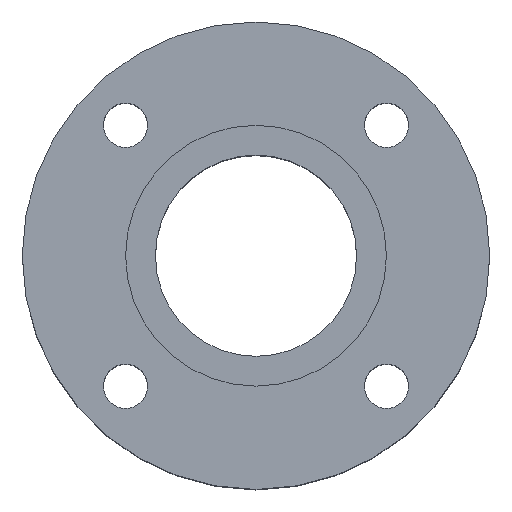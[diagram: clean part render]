
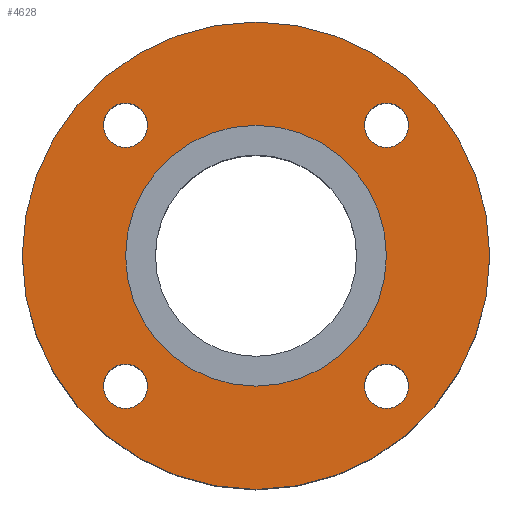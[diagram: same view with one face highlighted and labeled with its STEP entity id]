
A CAD part, top view. The second image highlights one B-rep face of the part: STEP entity #4628.
In plain terms, the highlighted planar face has unit normal (0, 0, 1).
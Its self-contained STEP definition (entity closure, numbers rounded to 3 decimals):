
#10 = CIRCLE ( 'NONE', #28257, 9. ) ;
#79 = CARTESIAN_POINT ( 'NONE',  ( -44.033, 53.033, -0.6 ) ) ;
#140 = VERTEX_POINT ( 'NONE', #13533 ) ;
#235 = AXIS2_PLACEMENT_3D ( 'NONE', #3735, #28307, #3889 ) ;
#301 = ORIENTED_EDGE ( 'NONE', *, *, #8786, .F. ) ;
#1230 = ORIENTED_EDGE ( 'NONE', *, *, #21728, .F. ) ;
#1248 = CARTESIAN_POINT ( 'NONE',  ( -62.033, -53.033, -0.6 ) ) ;
#1435 = DIRECTION ( 'NONE',  ( -1., 0., 0. ) ) ;
#1549 = CARTESIAN_POINT ( 'NONE',  ( 95., 0., -0.6 ) ) ;
#1761 = DIRECTION ( 'NONE',  ( 0., 0., 1. ) ) ;
#1833 = EDGE_LOOP ( 'NONE', ( #301, #27490 ) ) ;
#2227 = CARTESIAN_POINT ( 'NONE',  ( 0., 0., -0.6 ) ) ;
#3311 = EDGE_CURVE ( 'NONE', #8303, #17827, #21876, .T. ) ;
#3327 = VERTEX_POINT ( 'NONE', #30414 ) ;
#3515 = AXIS2_PLACEMENT_3D ( 'NONE', #2227, #12017, #16849 ) ;
#3531 = FACE_BOUND ( 'NONE', #7944, .T. ) ;
#3735 = CARTESIAN_POINT ( 'NONE',  ( 53.033, 53.033, -0.6 ) ) ;
#3889 = DIRECTION ( 'NONE',  ( 1., 0., 0. ) ) ;
#4021 = DIRECTION ( 'NONE',  ( 0., -1., 0. ) ) ;
#4066 = CARTESIAN_POINT ( 'NONE',  ( -62.033, 53.033, -0.6 ) ) ;
#4470 = CARTESIAN_POINT ( 'NONE',  ( -53.033, -53.033, -0.6 ) ) ;
#4628 = ADVANCED_FACE ( 'NONE', ( #23445, #15899, #3531, #30829, #16061, #13324 ), #16214, .F. ) ;
#5163 = DIRECTION ( 'NONE',  ( 0., -1., 0. ) ) ;
#5403 = ORIENTED_EDGE ( 'NONE', *, *, #18618, .F. ) ;
#5583 = CARTESIAN_POINT ( 'NONE',  ( -53.033, 53.033, -0.6 ) ) ;
#6252 = EDGE_CURVE ( 'NONE', #14733, #3327, #14094, .T. ) ;
#6435 = DIRECTION ( 'NONE',  ( 0., 0., 1. ) ) ;
#6490 = VERTEX_POINT ( 'NONE', #1248 ) ;
#6530 = AXIS2_PLACEMENT_3D ( 'NONE', #23129, #26012, #1435 ) ;
#6760 = CIRCLE ( 'NONE', #25763, 9. ) ;
#7047 = CARTESIAN_POINT ( 'NONE',  ( 0., 0., -0.6 ) ) ;
#7435 = EDGE_CURVE ( 'NONE', #12794, #27895, #11570, .T. ) ;
#7673 = ORIENTED_EDGE ( 'NONE', *, *, #19369, .F. ) ;
#7944 = EDGE_LOOP ( 'NONE', ( #5403, #1230 ) ) ;
#8303 = VERTEX_POINT ( 'NONE', #25838 ) ;
#8630 = CIRCLE ( 'NONE', #21446, 9. ) ;
#8786 = EDGE_CURVE ( 'NONE', #17827, #8303, #23885, .T. ) ;
#9169 = ORIENTED_EDGE ( 'NONE', *, *, #14252, .F. ) ;
#9387 = AXIS2_PLACEMENT_3D ( 'NONE', #13135, #15390, #25187 ) ;
#9536 = CARTESIAN_POINT ( 'NONE',  ( 0., 0., -0.6 ) ) ;
#10034 = AXIS2_PLACEMENT_3D ( 'NONE', #9536, #21752, #23840 ) ;
#10143 = CARTESIAN_POINT ( 'NONE',  ( 53.033, -53.033, -0.6 ) ) ;
#11406 = CARTESIAN_POINT ( 'NONE',  ( 53.033, -53.033, -0.6 ) ) ;
#11570 = CIRCLE ( 'NONE', #14137, 95. ) ;
#11614 = VERTEX_POINT ( 'NONE', #4066 ) ;
#11756 = CARTESIAN_POINT ( 'NONE',  ( 53.033, 53.033, -0.6 ) ) ;
#12017 = DIRECTION ( 'NONE',  ( 0., 0., 1. ) ) ;
#12094 = CARTESIAN_POINT ( 'NONE',  ( 62.033, -53.033, -0.6 ) ) ;
#12582 = DIRECTION ( 'NONE',  ( 0., 0., 1. ) ) ;
#12710 = DIRECTION ( 'NONE',  ( 0., 0., 1. ) ) ;
#12794 = VERTEX_POINT ( 'NONE', #16467 ) ;
#13135 = CARTESIAN_POINT ( 'NONE',  ( -53.033, -53.033, -0.6 ) ) ;
#13324 = FACE_OUTER_BOUND ( 'NONE', #26282, .T. ) ;
#13533 = CARTESIAN_POINT ( 'NONE',  ( 44.033, -53.033, -0.6 ) ) ;
#14094 = CIRCLE ( 'NONE', #235, 9. ) ;
#14137 = AXIS2_PLACEMENT_3D ( 'NONE', #7047, #21671, #24553 ) ;
#14252 = EDGE_CURVE ( 'NONE', #3327, #14733, #8630, .T. ) ;
#14501 = CIRCLE ( 'NONE', #9387, 9. ) ;
#14733 = VERTEX_POINT ( 'NONE', #30106 ) ;
#15390 = DIRECTION ( 'NONE',  ( 0., 0., 1. ) ) ;
#15474 = VERTEX_POINT ( 'NONE', #12094 ) ;
#15648 = EDGE_CURVE ( 'NONE', #27895, #12794, #28140, .T. ) ;
#15899 = FACE_BOUND ( 'NONE', #16735, .T. ) ;
#16061 = FACE_BOUND ( 'NONE', #1833, .T. ) ;
#16214 = PLANE ( 'NONE',  #6530 ) ;
#16466 = AXIS2_PLACEMENT_3D ( 'NONE', #4470, #1761, #21361 ) ;
#16467 = CARTESIAN_POINT ( 'NONE',  ( -95., 0., -0.6 ) ) ;
#16556 = EDGE_LOOP ( 'NONE', ( #9169, #31595 ) ) ;
#16735 = EDGE_LOOP ( 'NONE', ( #22730, #7673 ) ) ;
#16849 = DIRECTION ( 'NONE',  ( 1., 0., 0. ) ) ;
#16996 = AXIS2_PLACEMENT_3D ( 'NONE', #10143, #12710, #5163 ) ;
#17696 = DIRECTION ( 'NONE',  ( 1., 0., 0. ) ) ;
#17827 = VERTEX_POINT ( 'NONE', #22244 ) ;
#18618 = EDGE_CURVE ( 'NONE', #28056, #11614, #10, .T. ) ;
#18641 = CIRCLE ( 'NONE', #19161, 9. ) ;
#19161 = AXIS2_PLACEMENT_3D ( 'NONE', #11406, #6435, #4021 ) ;
#19369 = EDGE_CURVE ( 'NONE', #6490, #20388, #20063, .T. ) ;
#19452 = DIRECTION ( 'NONE',  ( 0., 1., 0. ) ) ;
#20063 = CIRCLE ( 'NONE', #16466, 9. ) ;
#20264 = DIRECTION ( 'NONE',  ( 0., 0., 1. ) ) ;
#20388 = VERTEX_POINT ( 'NONE', #25183 ) ;
#20845 = ORIENTED_EDGE ( 'NONE', *, *, #15648, .T. ) ;
#21361 = DIRECTION ( 'NONE',  ( -1., 0., 0. ) ) ;
#21446 = AXIS2_PLACEMENT_3D ( 'NONE', #11756, #20264, #17696 ) ;
#21671 = DIRECTION ( 'NONE',  ( 0., 0., 1. ) ) ;
#21728 = EDGE_CURVE ( 'NONE', #11614, #28056, #6760, .T. ) ;
#21752 = DIRECTION ( 'NONE',  ( 0., 0., 1. ) ) ;
#21876 = CIRCLE ( 'NONE', #29578, 53. ) ;
#22110 = EDGE_LOOP ( 'NONE', ( #28557, #22744 ) ) ;
#22244 = CARTESIAN_POINT ( 'NONE',  ( 53., 0., -0.6 ) ) ;
#22568 = DIRECTION ( 'NONE',  ( 0., 1., 0. ) ) ;
#22712 = CARTESIAN_POINT ( 'NONE',  ( 0., 0., -0.6 ) ) ;
#22730 = ORIENTED_EDGE ( 'NONE', *, *, #29869, .F. ) ;
#22744 = ORIENTED_EDGE ( 'NONE', *, *, #26117, .F. ) ;
#23129 = CARTESIAN_POINT ( 'NONE',  ( 0., 53., -0.6 ) ) ;
#23445 = FACE_BOUND ( 'NONE', #22110, .T. ) ;
#23840 = DIRECTION ( 'NONE',  ( 1., 0., 0. ) ) ;
#23885 = CIRCLE ( 'NONE', #10034, 53. ) ;
#24553 = DIRECTION ( 'NONE',  ( 1., 0., 0. ) ) ;
#24711 = CIRCLE ( 'NONE', #16996, 9. ) ;
#25033 = DIRECTION ( 'NONE',  ( 0., 0., 1. ) ) ;
#25183 = CARTESIAN_POINT ( 'NONE',  ( -44.033, -53.033, -0.6 ) ) ;
#25187 = DIRECTION ( 'NONE',  ( -1., 0., 0. ) ) ;
#25313 = CARTESIAN_POINT ( 'NONE',  ( -53.033, 53.033, -0.6 ) ) ;
#25763 = AXIS2_PLACEMENT_3D ( 'NONE', #5583, #25033, #19452 ) ;
#25838 = CARTESIAN_POINT ( 'NONE',  ( -53., 0., -0.6 ) ) ;
#26012 = DIRECTION ( 'NONE',  ( 0., 0., -1. ) ) ;
#26117 = EDGE_CURVE ( 'NONE', #140, #15474, #24711, .T. ) ;
#26282 = EDGE_LOOP ( 'NONE', ( #20845, #28508 ) ) ;
#27490 = ORIENTED_EDGE ( 'NONE', *, *, #3311, .F. ) ;
#27895 = VERTEX_POINT ( 'NONE', #1549 ) ;
#28056 = VERTEX_POINT ( 'NONE', #79 ) ;
#28140 = CIRCLE ( 'NONE', #3515, 95. ) ;
#28257 = AXIS2_PLACEMENT_3D ( 'NONE', #25313, #29951, #22568 ) ;
#28307 = DIRECTION ( 'NONE',  ( 0., 0., 1. ) ) ;
#28508 = ORIENTED_EDGE ( 'NONE', *, *, #7435, .T. ) ;
#28557 = ORIENTED_EDGE ( 'NONE', *, *, #31305, .F. ) ;
#29578 = AXIS2_PLACEMENT_3D ( 'NONE', #22712, #12582, #30097 ) ;
#29869 = EDGE_CURVE ( 'NONE', #20388, #6490, #14501, .T. ) ;
#29951 = DIRECTION ( 'NONE',  ( 0., 0., 1. ) ) ;
#30097 = DIRECTION ( 'NONE',  ( 1., 0., 0. ) ) ;
#30106 = CARTESIAN_POINT ( 'NONE',  ( 44.033, 53.033, -0.6 ) ) ;
#30414 = CARTESIAN_POINT ( 'NONE',  ( 62.033, 53.033, -0.6 ) ) ;
#30829 = FACE_BOUND ( 'NONE', #16556, .T. ) ;
#31305 = EDGE_CURVE ( 'NONE', #15474, #140, #18641, .T. ) ;
#31595 = ORIENTED_EDGE ( 'NONE', *, *, #6252, .F. ) ;
